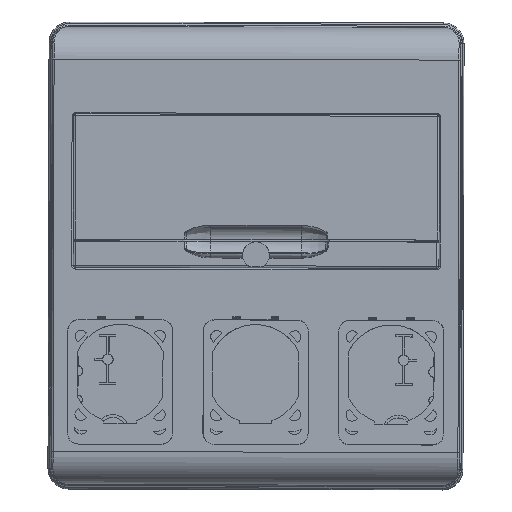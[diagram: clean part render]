
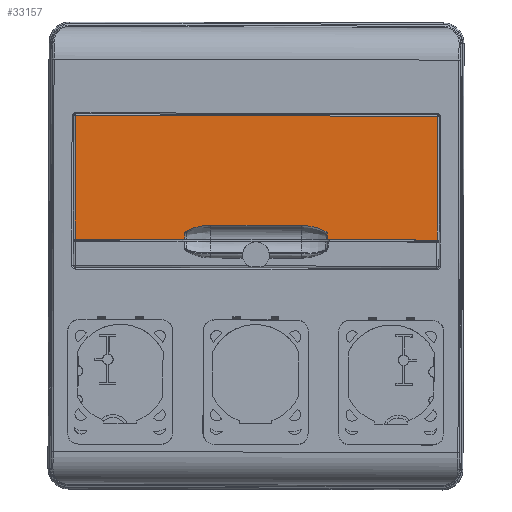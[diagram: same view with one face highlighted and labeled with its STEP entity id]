
A CAD part, top view. The second image highlights one B-rep face of the part: STEP entity #33157.
In plain terms, the highlighted planar face has unit normal (0, 0, 1).
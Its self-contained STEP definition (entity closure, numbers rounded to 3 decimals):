
#23293=DIRECTION('',(0.,-1.,0.));
#23294=VECTOR('',#23293,279.163);
#23295=CARTESIAN_POINT('',(-115.445,139.581,55.));
#23296=LINE('',#23295,#23294);
#23433=DIRECTION('',(1.,0.,0.));
#23434=VECTOR('',#23433,95.438);
#23435=CARTESIAN_POINT('',(-115.445,139.581,55.));
#23436=LINE('',#23435,#23434);
#23437=DIRECTION('',(0.,-1.,0.));
#23438=VECTOR('',#23437,84.581);
#23439=CARTESIAN_POINT('',(-20.007,139.581,55.));
#23440=LINE('',#23439,#23438);
#23441=DIRECTION('',(-1.,0.,0.));
#23442=VECTOR('',#23441,4.5);
#23443=CARTESIAN_POINT('',(-20.007,55.,55.));
#23444=LINE('',#23443,#23442);
#23445=CARTESIAN_POINT('',(-24.507,53.,55.));
#23446=DIRECTION('',(0.,0.,1.));
#23447=DIRECTION('',(0.,1.,0.));
#23448=AXIS2_PLACEMENT_3D('',#23445,#23446,#23447);
#23450=CARTESIAN_POINT('',(9.243,35.,55.));
#23451=DIRECTION('',(0.,0.,1.));
#23452=DIRECTION('',(-0.882,0.471,0.));
#23453=AXIS2_PLACEMENT_3D('',#23450,#23451,#23452);
#23455=DIRECTION('',(0.,-1.,0.));
#23456=VECTOR('',#23455,70.);
#23457=CARTESIAN_POINT('',(-31.007,35.,55.));
#23458=LINE('',#23457,#23456);
#23459=CARTESIAN_POINT('',(9.243,-35.,55.));
#23460=DIRECTION('',(0.,0.,-1.));
#23461=DIRECTION('',(-0.882,-0.471,0.));
#23462=AXIS2_PLACEMENT_3D('',#23459,#23460,#23461);
#23464=CARTESIAN_POINT('',(-24.507,-53.,55.));
#23465=DIRECTION('',(0.,0.,-1.));
#23466=DIRECTION('',(0.,-1.,0.));
#23467=AXIS2_PLACEMENT_3D('',#23464,#23465,#23466);
#23469=DIRECTION('',(-1.,0.,0.));
#23470=VECTOR('',#23469,4.5);
#23471=CARTESIAN_POINT('',(-20.007,-55.,55.));
#23472=LINE('',#23471,#23470);
#23473=DIRECTION('',(0.,1.,0.));
#23474=VECTOR('',#23473,84.581);
#23475=CARTESIAN_POINT('',(-20.007,-139.581,55.));
#23476=LINE('',#23475,#23474);
#23477=DIRECTION('',(1.,0.,0.));
#23478=VECTOR('',#23477,95.438);
#23479=CARTESIAN_POINT('',(-115.445,-139.581,55.));
#23480=LINE('',#23479,#23478);
#27449=CARTESIAN_POINT('',(-26.272,53.941,55.));
#27450=CARTESIAN_POINT('',(-31.007,35.,55.));
#27451=VERTEX_POINT('',#27449);
#27452=VERTEX_POINT('',#27450);
#27453=CARTESIAN_POINT('',(-24.507,55.,55.));
#27454=VERTEX_POINT('',#27453);
#27455=CARTESIAN_POINT('',(-20.007,55.,55.));
#27457=VERTEX_POINT('',#27455);
#27463=CARTESIAN_POINT('',(-20.007,139.581,55.));
#27464=VERTEX_POINT('',#27463);
#27473=CARTESIAN_POINT('',(-26.272,-53.941,55.));
#27474=CARTESIAN_POINT('',(-31.007,-35.,55.));
#27475=VERTEX_POINT('',#27473);
#27476=VERTEX_POINT('',#27474);
#27477=CARTESIAN_POINT('',(-24.507,-55.,55.));
#27478=VERTEX_POINT('',#27477);
#27479=CARTESIAN_POINT('',(-20.007,-55.,55.));
#27481=VERTEX_POINT('',#27479);
#27487=CARTESIAN_POINT('',(-20.007,-139.581,55.));
#27488=VERTEX_POINT('',#27487);
#27497=CARTESIAN_POINT('',(-115.445,139.581,55.));
#27498=VERTEX_POINT('',#27497);
#27499=CARTESIAN_POINT('',(-115.445,-139.581,55.));
#27500=VERTEX_POINT('',#27499);
#33131=CARTESIAN_POINT('',(-53.664,0.,55.));
#33132=DIRECTION('',(0.,0.,1.));
#33133=DIRECTION('',(1.,0.,0.));
#33134=AXIS2_PLACEMENT_3D('',#33131,#33132,#33133);
#33135=PLANE('',#33134);
#33136=ORIENTED_EDGE('',*,*,#33046,.T.);
#33137=ORIENTED_EDGE('',*,*,#33079,.T.);
#33139=ORIENTED_EDGE('',*,*,#33138,.T.);
#33141=ORIENTED_EDGE('',*,*,#33140,.T.);
#33143=ORIENTED_EDGE('',*,*,#33142,.T.);
#33145=ORIENTED_EDGE('',*,*,#33144,.T.);
#33147=ORIENTED_EDGE('',*,*,#33146,.F.);
#33149=ORIENTED_EDGE('',*,*,#33148,.F.);
#33151=ORIENTED_EDGE('',*,*,#33150,.F.);
#33152=ORIENTED_EDGE('',*,*,#33063,.F.);
#33153=ORIENTED_EDGE('',*,*,#33114,.F.);
#33154=ORIENTED_EDGE('',*,*,#33002,.F.);
#33155=EDGE_LOOP('',(#33136,#33137,#33139,#33141,#33143,#33145,#33147,#33149,
#33151,#33152,#33153,#33154));
#33156=FACE_OUTER_BOUND('',#33155,.F.);
#33157=ADVANCED_FACE('',(#33156),#33135,.T.);
#23449=CIRCLE('',#23448,2.);
#23454=CIRCLE('',#23453,40.25);
#23463=CIRCLE('',#23462,40.25);
#23468=CIRCLE('',#23467,2.);
#33002=EDGE_CURVE('',#27498,#27500,#23296,.T.);
#33046=EDGE_CURVE('',#27498,#27464,#23436,.T.);
#33063=EDGE_CURVE('',#27488,#27481,#23476,.T.);
#33079=EDGE_CURVE('',#27464,#27457,#23440,.T.);
#33114=EDGE_CURVE('',#27500,#27488,#23480,.T.);
#33138=EDGE_CURVE('',#27457,#27454,#23444,.T.);
#33140=EDGE_CURVE('',#27454,#27451,#23449,.T.);
#33142=EDGE_CURVE('',#27451,#27452,#23454,.T.);
#33144=EDGE_CURVE('',#27452,#27476,#23458,.T.);
#33146=EDGE_CURVE('',#27475,#27476,#23463,.T.);
#33148=EDGE_CURVE('',#27478,#27475,#23468,.T.);
#33150=EDGE_CURVE('',#27481,#27478,#23472,.T.);
